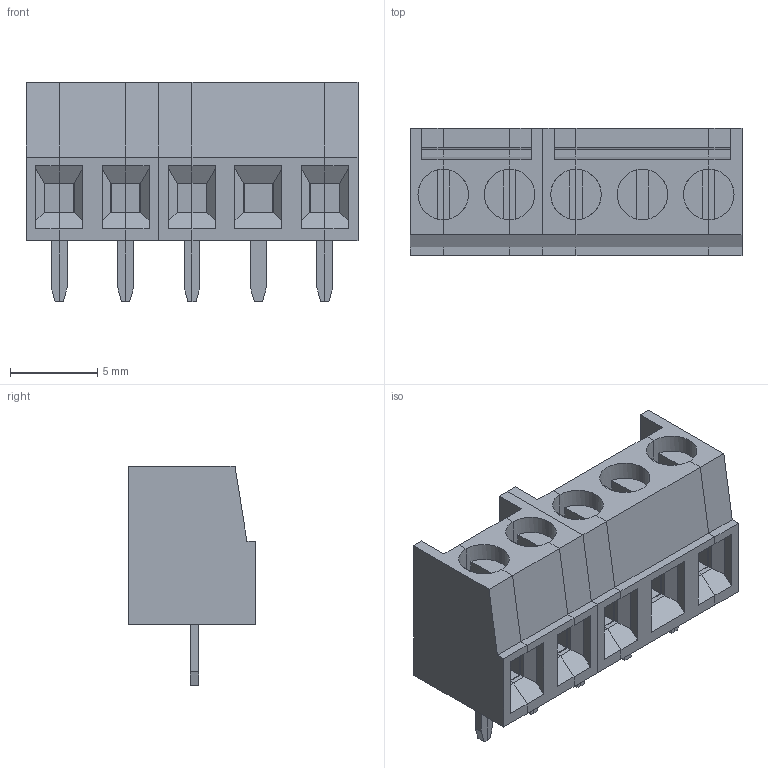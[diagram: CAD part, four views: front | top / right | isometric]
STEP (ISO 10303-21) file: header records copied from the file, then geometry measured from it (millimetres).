
FILE_DESCRIPTION(('FreeCAD Model'),'2;1');
FILE_NAME('691243310005.step','2020-01-15T11:50:31',( 'kicad StepUp'),('ksu MCAD'),'Open CASCADE STEP processor 7.3', 'FreeCAD','Unknown');
FILE_SCHEMA(('AUTOMOTIVE_DESIGN { 1 0 10303 214 1 1 1 1 }'));
Length unit declared in the file: millimetre
Products named in the file (1): 691243310005
Bounding box: 19.05 x 7.3 x 12.6 mm (x, y, z)
Volume: 945.1 mm3; surface area: 1546.9 mm2
Topology: 6 solids, 6 shells, 318 faces, 886 edges, 584 vertices
Faces by surface type: plane 309, cylinder 9
Full cylindrical faces by diameter (mm): 2.9 x1
Entity records: 12216 total; most frequent: CARTESIAN_POINT 1790, ORIENTED_EDGE 1772, DIRECTION 1561, EDGE_CURVE 886, LINE 847, VECTOR 847, VERTEX_POINT 584, AXIS2_PLACEMENT_3D 357
